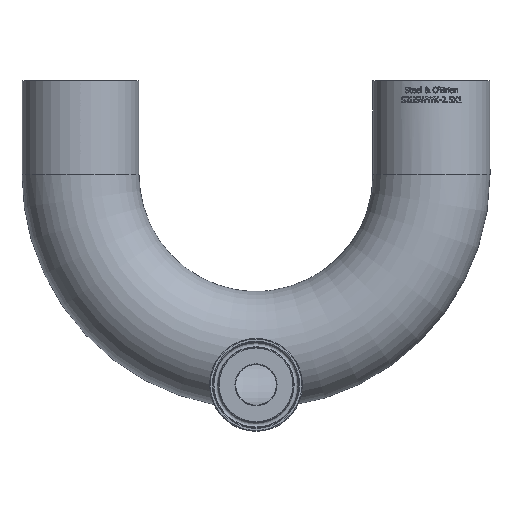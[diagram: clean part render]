
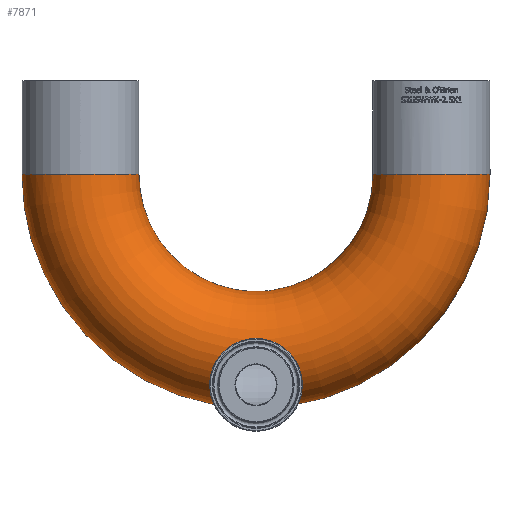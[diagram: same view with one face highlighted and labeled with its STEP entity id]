
A CAD part, top view. The second image highlights one B-rep face of the part: STEP entity #7871.
In plain terms, the highlighted toroidal (fillet/blend) face has major radius 95.25 mm and minor radius 31.75 mm.
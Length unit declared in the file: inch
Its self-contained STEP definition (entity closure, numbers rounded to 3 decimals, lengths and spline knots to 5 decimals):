
#26=TOROIDAL_SURFACE('',#8379,3.75,1.25);
#165=FACE_BOUND('',#1489,.T.);
#166=FACE_BOUND('',#1490,.T.);
#984=FACE_OUTER_BOUND('',#1488,.T.);
#1488=EDGE_LOOP('',(#7338));
#1489=EDGE_LOOP('',(#7339));
#1490=EDGE_LOOP('',(#7340));
#1882=B_SPLINE_CURVE_WITH_KNOTS('',3,(#17194,#17195,#17196,#17197,#17198,
#17199,#17200,#17201,#17202,#17203,#17204,#17205,#17206,#17207,#17208,#17209,
#17210,#17211,#17212,#17213,#17214,#17215,#17216,#17217,#17218,#17219,#17220,
#17221,#17222,#17223,#17224,#17225,#17226,#17227,#17228,#17229,#17230,#17231),
 .UNSPECIFIED.,.T.,.F.,(4,2,2,2,2,2,2,2,2,2,2,2,2,2,2,2,2,2,4),(-10.79449,
-10.79217,-9.75744,-8.70462,-7.89697,
-7.25495,-6.81714,-6.38702,-5.89575,
-5.39608,-4.89642,-4.40515,-3.97502,
-3.53721,-2.89519,-2.08755,-1.03473,
0.,0.00232),.UNSPECIFIED.);
#2045=CIRCLE('',#8319,1.25);
#2070=CIRCLE('',#8371,1.25);
#3837=VERTEX_POINT('',#17082);
#3860=VERTEX_POINT('',#17193);
#3864=VERTEX_POINT('',#17241);
#4995=EDGE_CURVE('',#3837,#3837,#2045,.T.);
#5018=EDGE_CURVE('',#3860,#3860,#1882,.T.);
#5022=EDGE_CURVE('',#3864,#3864,#2070,.T.);
#7338=ORIENTED_EDGE('',*,*,#4995,.F.);
#7339=ORIENTED_EDGE('',*,*,#5022,.F.);
#7340=ORIENTED_EDGE('',*,*,#5018,.T.);
#7871=ADVANCED_FACE('',(#984,#165,#166),#26,.T.);
#8319=AXIS2_PLACEMENT_3D('',#17083,#9776,#9777);
#8371=AXIS2_PLACEMENT_3D('',#17242,#9880,#9881);
#8379=AXIS2_PLACEMENT_3D('',#17252,#9896,#9897);
#9776=DIRECTION('center_axis',(0.,1.,0.));
#9777=DIRECTION('ref_axis',(-1.,0.,0.));
#9880=DIRECTION('center_axis',(0.,1.,0.));
#9881=DIRECTION('ref_axis',(1.,0.,0.));
#9896=DIRECTION('center_axis',(0.,0.,
-1.));
#9897=DIRECTION('ref_axis',(0.707,-0.707,0.));
#17082=CARTESIAN_POINT('',(3.75,4.5,-1.25));
#17083=CARTESIAN_POINT('Origin',(3.75,4.5,0.));
#17193=CARTESIAN_POINT('',(0.,-0.5,0.));
#17194=CARTESIAN_POINT('Ctrl Pts',(0.,-0.5,
0.));
#17195=CARTESIAN_POINT('Ctrl Pts',(-0.00017,-0.5,
0.00025));
#17196=CARTESIAN_POINT('Ctrl Pts',(-0.00034,-0.5,
0.00051));
#17197=CARTESIAN_POINT('Ctrl Pts',(-0.07583,-0.49992,
0.11375));
#17198=CARTESIAN_POINT('Ctrl Pts',(-0.15139,-0.48283,
0.22703));
#17199=CARTESIAN_POINT('Ctrl Pts',(-0.29203,-0.41349,
0.4512));
#17200=CARTESIAN_POINT('Ctrl Pts',(-0.35755,-0.36031,
0.56282));
#17201=CARTESIAN_POINT('Ctrl Pts',(-0.44691,-0.23404,
0.7496));
#17202=CARTESIAN_POINT('Ctrl Pts',(-0.47716,-0.168,
0.82771));
#17203=CARTESIAN_POINT('Ctrl Pts',(-0.50268,-0.03239,
0.9554));
#17204=CARTESIAN_POINT('Ctrl Pts',(-0.50375,0.03346,
1.00723));
#17205=CARTESIAN_POINT('Ctrl Pts',(-0.47981,0.14848,
1.08233));
#17206=CARTESIAN_POINT('Ctrl Pts',(-0.46312,0.19546,
1.10889));
#17207=CARTESIAN_POINT('Ctrl Pts',(-0.41366,0.28543,
1.15333));
#17208=CARTESIAN_POINT('Ctrl Pts',(-0.38187,0.3272,
1.17073));
#17209=CARTESIAN_POINT('Ctrl Pts',(-0.29816,0.40603,
1.19961));
#17210=CARTESIAN_POINT('Ctrl Pts',(-0.24549,0.4401,
1.20946));
#17211=CARTESIAN_POINT('Ctrl Pts',(-0.12794,0.48756,
1.2221));
#17212=CARTESIAN_POINT('Ctrl Pts',(-0.06427,0.5,
1.22474));
#17213=CARTESIAN_POINT('Ctrl Pts',(0.06427,0.5,
1.22474));
#17214=CARTESIAN_POINT('Ctrl Pts',(0.12794,0.48756,
1.2221));
#17215=CARTESIAN_POINT('Ctrl Pts',(0.24549,0.4401,1.20946));
#17216=CARTESIAN_POINT('Ctrl Pts',(0.29816,0.40603,
1.19961));
#17217=CARTESIAN_POINT('Ctrl Pts',(0.38187,0.3272,
1.17073));
#17218=CARTESIAN_POINT('Ctrl Pts',(0.41366,0.28543,
1.15333));
#17219=CARTESIAN_POINT('Ctrl Pts',(0.46312,0.19546,
1.10889));
#17220=CARTESIAN_POINT('Ctrl Pts',(0.47981,0.14848,
1.08233));
#17221=CARTESIAN_POINT('Ctrl Pts',(0.50375,0.03346,
1.00723));
#17222=CARTESIAN_POINT('Ctrl Pts',(0.50268,-0.03239,
0.9554));
#17223=CARTESIAN_POINT('Ctrl Pts',(0.47716,-0.168,
0.82771));
#17224=CARTESIAN_POINT('Ctrl Pts',(0.44691,-0.23404,
0.7496));
#17225=CARTESIAN_POINT('Ctrl Pts',(0.35755,-0.36031,
0.56282));
#17226=CARTESIAN_POINT('Ctrl Pts',(0.29203,-0.41349,
0.4512));
#17227=CARTESIAN_POINT('Ctrl Pts',(0.15139,-0.48283,
0.22703));
#17228=CARTESIAN_POINT('Ctrl Pts',(0.07583,-0.49992,
0.11375));
#17229=CARTESIAN_POINT('Ctrl Pts',(0.00034,-0.5,
0.00051));
#17230=CARTESIAN_POINT('Ctrl Pts',(0.00017,-0.5,
0.00025));
#17231=CARTESIAN_POINT('Ctrl Pts',(0.,-0.5,
0.));
#17241=CARTESIAN_POINT('',(-3.75,4.5,1.25));
#17242=CARTESIAN_POINT('Origin',(-3.75,4.5,0.));
#17252=CARTESIAN_POINT('Origin',(0.,4.5,0.));
